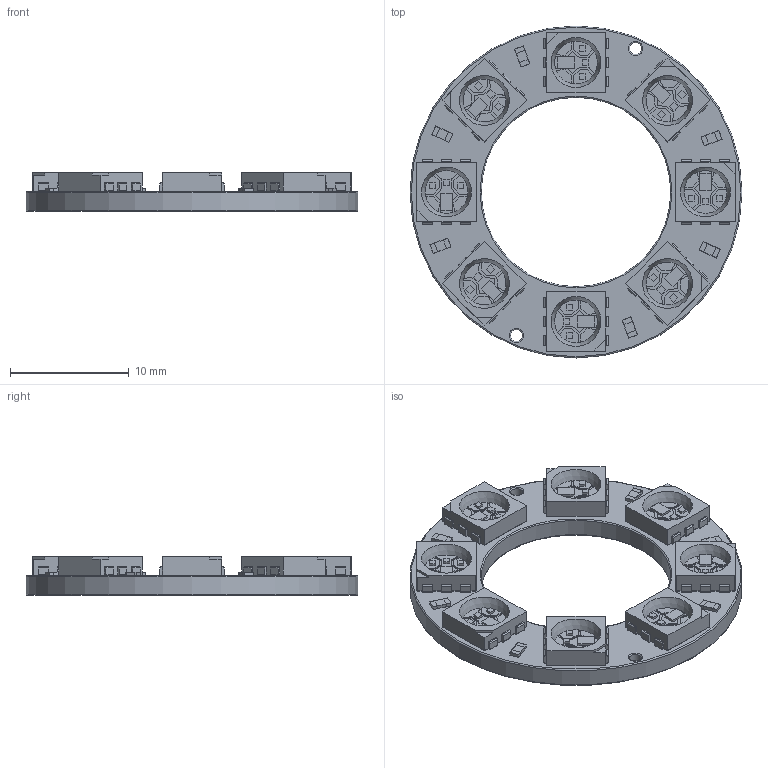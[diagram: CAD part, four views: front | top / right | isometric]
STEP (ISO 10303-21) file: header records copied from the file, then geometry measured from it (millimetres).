
FILE_DESCRIPTION(/* description */ (''),/* implementation_level */ '2;1');
FILE_NAME(/* name */ 'WS2812 RING 8X v1.step',/* time_stamp */ '2020-01-07T17:50:35+02:00',/* author */ (''),/* organization */ (''),/* preprocessor_version */ 'ST-DEVELOPER v18',/* originating_system */ 'Autodesk Translation Framework v8.9.1.1155',/* authorisation */ '');
FILE_SCHEMA (('AUTOMOTIVE_DESIGN { 1 0 10303 214 3 1 1 }'));
Length unit declared in the file: millimetre
Products named in the file (6): WS2812 RING 8X; LED PCB; Component4; Component4(Mirror) (1); LED WS2812 v1; CAP0603 v1
Assembly tree (21 placements, depth 3):
  WS2812 RING 8X
    LED PCB
      Component4  x3
      Component4(Mirror) (1)  x3
    LED WS2812 v1  x8
    CAP0603 v1  x6
Bounding box: 27.95 x 27.95 x 3.25 mm (x, y, z)
Volume: 919.9 mm3; surface area: 1943.4 mm2
Topology: 15 solids, 267 shells, 1410 faces, 4074 edges, 2938 vertices
Faces by surface type: plane 936, cylinder 380, sphere 80, cone 8, torus 6
Full cylindrical faces by diameter (mm): 1 x2, 15.95 x1, 27.95 x1
Entity records: 8067 total; most frequent: CARTESIAN_POINT 1388, DIRECTION 1323, ORIENTED_EDGE 1136, EDGE_CURVE 648, LINE 487, VECTOR 487, VERTEX_POINT 475, AXIS2_PLACEMENT_3D 418
